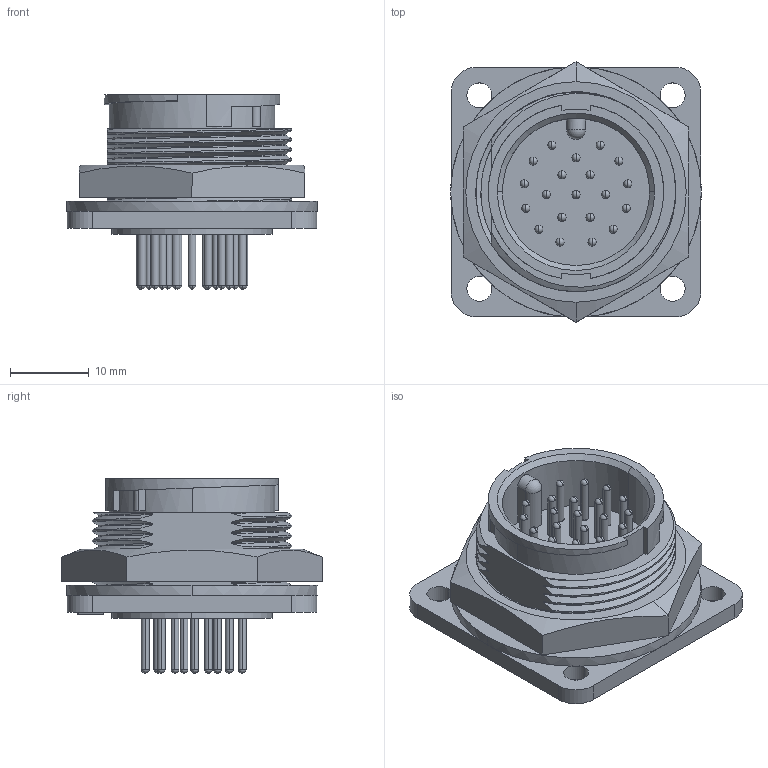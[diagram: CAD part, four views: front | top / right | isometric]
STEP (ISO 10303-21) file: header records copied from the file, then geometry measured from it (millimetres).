
FILE_DESCRIPTION (( 'STEP AP203' ), '1' );
FILE_NAME ('14292-20PG-300.STEP', '2017-02-13T23:06:20', ( '' ), ( '' ), 'SwSTEP 2.0', 'SolidWorks 2014', '' );
FILE_SCHEMA (( 'CONFIG_CONTROL_DESIGN' ));
Length unit declared in the file: inch
Products named in the file (1): 14292-20PG-300
Bounding box: 31.75 x 33 x 24.61 mm (x, y, z)
Volume: 7744.3 mm3; surface area: 6679.8 mm2
Topology: 2 solids, 2 shells, 375 faces, 1031 edges, 625 vertices
Faces by surface type: cylinder 138, sphere 83, plane 81, cone 44, bspline 29
Entity records: 19539 total; most frequent: CARTESIAN_POINT 10367, DIRECTION 1976, ORIENTED_EDGE 1898, EDGE_CURVE 949, AXIS2_PLACEMENT_3D 812, VERTEX_POINT 624, CIRCLE 465, EDGE_LOOP 431
